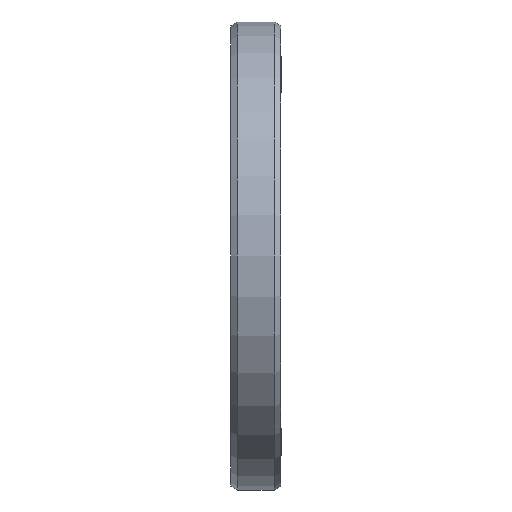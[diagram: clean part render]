
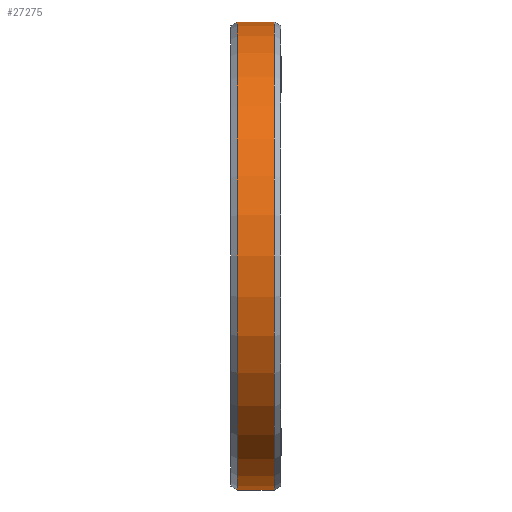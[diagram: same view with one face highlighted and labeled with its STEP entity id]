
A CAD part, left-side view. The second image highlights one B-rep face of the part: STEP entity #27275.
In plain terms, the highlighted cylindrical face has radius 70 mm (diameter 140 mm), a partial arc.
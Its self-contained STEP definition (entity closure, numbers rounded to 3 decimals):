
#26288=CARTESIAN_POINT('',(0.,-5.5,0.));
#26289=DIRECTION('',(0.,1.,0.));
#26290=DIRECTION('',(0.,0.,-1.));
#26291=AXIS2_PLACEMENT_3D('',#26288,#26289,#26290);
#26296=DIRECTION('',(0.,1.,0.));
#26297=VECTOR('',#26296,11.);
#26298=CARTESIAN_POINT('',(0.,-5.5,-70.));
#26299=LINE('',#26298,#26297);
#26311=DIRECTION('',(0.,1.,0.));
#26312=VECTOR('',#26311,11.);
#26313=CARTESIAN_POINT('',(0.,-5.5,70.));
#26314=LINE('',#26313,#26312);
#26340=CARTESIAN_POINT('',(0.,5.5,0.));
#26341=DIRECTION('',(0.,1.,0.));
#26342=DIRECTION('',(0.,0.,-1.));
#26343=AXIS2_PLACEMENT_3D('',#26340,#26341,#26342);
#27136=CARTESIAN_POINT('',(0.,-5.5,-70.));
#27138=VERTEX_POINT('',#27136);
#27139=CARTESIAN_POINT('',(0.,5.5,-70.));
#27140=VERTEX_POINT('',#27139);
#27148=CARTESIAN_POINT('',(0.,-5.5,70.));
#27150=VERTEX_POINT('',#27148);
#27151=CARTESIAN_POINT('',(0.,5.5,70.));
#27152=VERTEX_POINT('',#27151);
#27261=CARTESIAN_POINT('',(0.,-8.25,0.));
#27262=DIRECTION('',(0.,1.,0.));
#27263=DIRECTION('',(0.,0.,-1.));
#27264=AXIS2_PLACEMENT_3D('',#27261,#27262,#27263);
#27265=CYLINDRICAL_SURFACE('',#27264,70.);
#27267=ORIENTED_EDGE('',*,*,#27266,.T.);
#27269=ORIENTED_EDGE('',*,*,#27268,.T.);
#27271=ORIENTED_EDGE('',*,*,#27270,.F.);
#27272=ORIENTED_EDGE('',*,*,#27246,.F.);
#27273=EDGE_LOOP('',(#27267,#27269,#27271,#27272));
#27274=FACE_OUTER_BOUND('',#27273,.F.);
#26292=CIRCLE('',#26291,70.);
#26344=CIRCLE('',#26343,70.);
#27246=EDGE_CURVE('',#27138,#27150,#26292,.T.);
#27266=EDGE_CURVE('',#27138,#27140,#26299,.T.);
#27268=EDGE_CURVE('',#27140,#27152,#26344,.T.);
#27270=EDGE_CURVE('',#27150,#27152,#26314,.T.);
#27275=ADVANCED_FACE('',(#27274),#27265,.T.);
